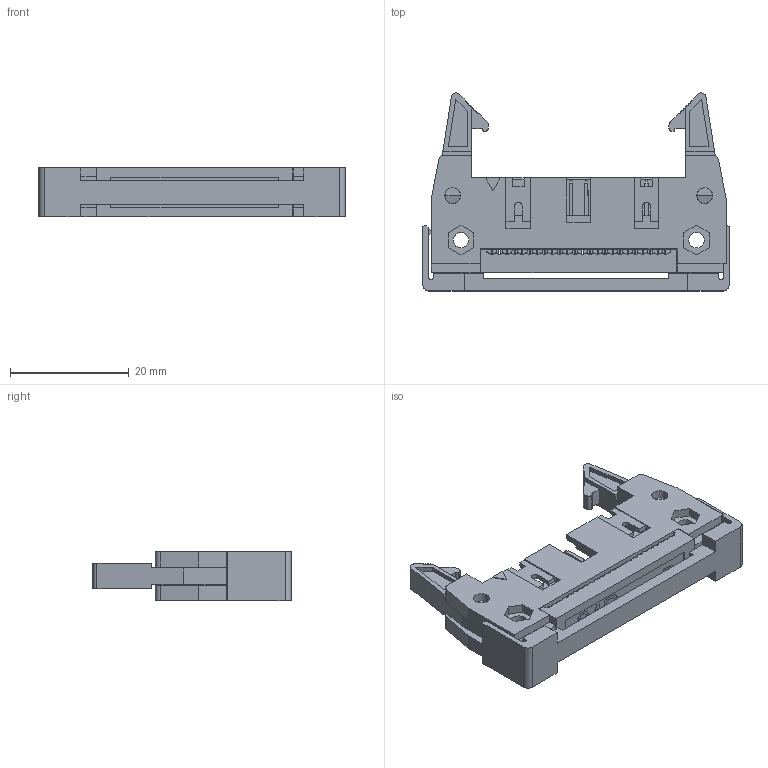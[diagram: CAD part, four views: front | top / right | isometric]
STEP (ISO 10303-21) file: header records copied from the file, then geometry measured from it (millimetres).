
FILE_DESCRIPTION( ('This file contains a STEP AP42 implementation' ,'as created by ZW3D STEP Interface translator.') ,'2;1' );
FILE_NAME( '3820-XXXXNXL01A.stp' ,'231130.135749', (''), ('ZWCAD Software Co.'), 'Version 1.0', 'ZW3D to STEP translator', '' );
FILE_SCHEMA(('AUTOMOTIVE_DESIGN { 1 0 10303 214 1 1 1 1 }'));
Length unit declared in the file: millimetre
Products named in the file (2): 0; 3820-24XXNGL01A
Bounding box: 51.58 x 33.37 x 8.43 mm (x, y, z)
Volume: 5551.4 mm3; surface area: 8570.4 mm2
Topology: 1 solids, 1 shells, 2157 faces, 6144 edges, 3905 vertices
Faces by surface type: plane 1362, cylinder 580, bspline 215
Entity records: 74077 total; most frequent: CARTESIAN_POINT 16046, ORIENTED_EDGE 12150, DIRECTION 11196, EDGE_CURVE 6048, VECTOR 4478, LINE 4478, VERTEX_POINT 3905, AXIS2_PLACEMENT_3D 3359
